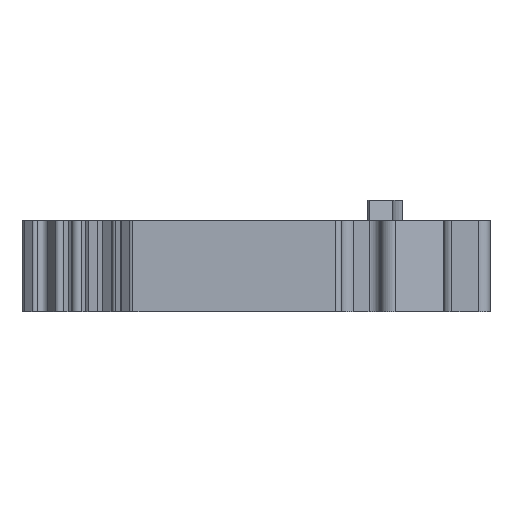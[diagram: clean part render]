
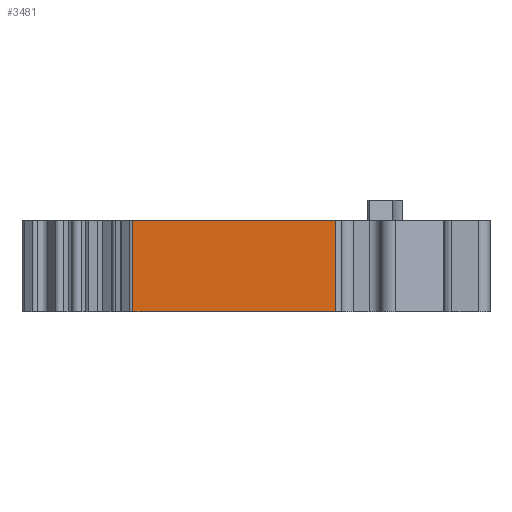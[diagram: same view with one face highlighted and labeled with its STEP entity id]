
A CAD part, left-side view. The second image highlights one B-rep face of the part: STEP entity #3481.
In plain terms, the highlighted planar face has unit normal (-1, 0, 0).
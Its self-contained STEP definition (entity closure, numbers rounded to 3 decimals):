
#736=DIRECTION('',(0.,0.,1.));
#737=VECTOR('',#736,8.);
#738=CARTESIAN_POINT('',(-14.85,4.,0.));
#739=LINE('',#738,#737);
#740=DIRECTION('',(0.,1.,0.));
#741=VECTOR('',#740,17.778);
#742=CARTESIAN_POINT('',(-14.85,4.,0.));
#743=LINE('',#742,#741);
#744=DIRECTION('',(0.,0.,1.));
#745=VECTOR('',#744,8.);
#746=CARTESIAN_POINT('',(-14.85,21.778,0.));
#747=LINE('',#746,#745);
#748=DIRECTION('',(0.,-1.,0.));
#749=VECTOR('',#748,17.778);
#750=CARTESIAN_POINT('',(-14.85,21.778,8.));
#751=LINE('',#750,#749);
#2009=CARTESIAN_POINT('',(-14.85,4.,0.));
#2011=VERTEX_POINT('',#2009);
#2057=CARTESIAN_POINT('',(-14.85,4.,8.));
#2059=VERTEX_POINT('',#2057);
#2088=CARTESIAN_POINT('',(-14.85,21.778,0.));
#2090=VERTEX_POINT('',#2088);
#2150=CARTESIAN_POINT('',(-14.85,21.778,8.));
#2152=VERTEX_POINT('',#2150);
#3468=CARTESIAN_POINT('',(-14.85,20.428,0.));
#3469=DIRECTION('',(-1.,0.,0.));
#3470=DIRECTION('',(0.,-1.,0.));
#3471=AXIS2_PLACEMENT_3D('',#3468,#3469,#3470);
#3472=PLANE('',#3471);
#3473=ORIENTED_EDGE('',*,*,#2654,.T.);
#3475=ORIENTED_EDGE('',*,*,#3474,.T.);
#3477=ORIENTED_EDGE('',*,*,#3476,.T.);
#3478=ORIENTED_EDGE('',*,*,#3460,.F.);
#3479=EDGE_LOOP('',(#3473,#3475,#3477,#3478));
#3480=FACE_OUTER_BOUND('',#3479,.F.);
#3481=ADVANCED_FACE('',(#3480),#3472,.T.);
#2654=EDGE_CURVE('',#2011,#2090,#743,.T.);
#3460=EDGE_CURVE('',#2011,#2059,#739,.T.);
#3474=EDGE_CURVE('',#2090,#2152,#747,.T.);
#3476=EDGE_CURVE('',#2152,#2059,#751,.T.);
